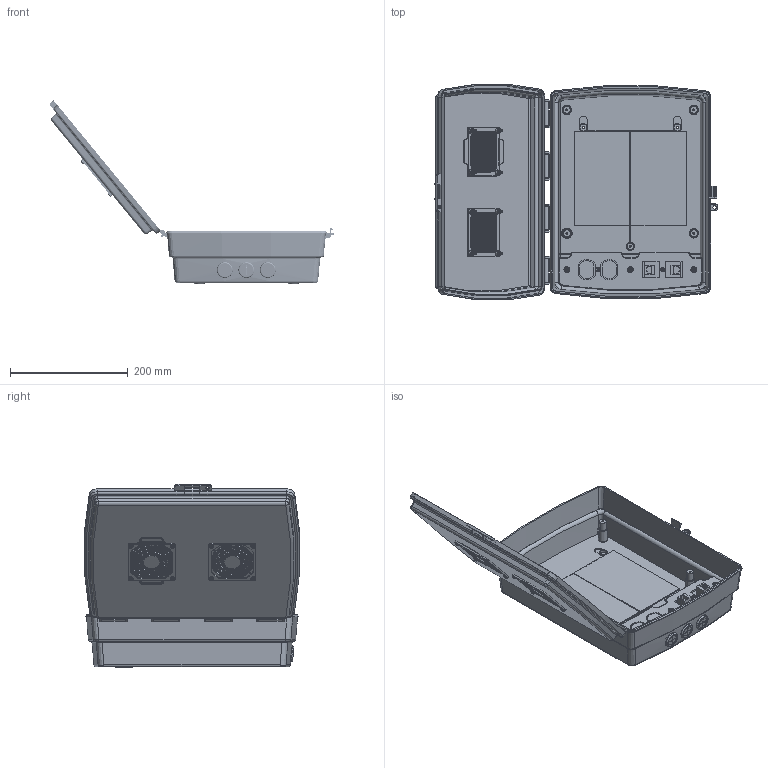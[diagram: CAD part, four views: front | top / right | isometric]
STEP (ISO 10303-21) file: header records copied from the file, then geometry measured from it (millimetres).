
FILE_DESCRIPTION (( 'STEP AP214' ), '1' );
FILE_NAME ('TEP141004-40V.STEP', '2019-05-08T19:18:34', ( '' ), ( '' ), 'SwSTEP 2.0', 'SolidWorks 2018', '' );
FILE_SCHEMA (( 'AUTOMOTIVE_DESIGN' ));
Length unit declared in the file: inch
Products named in the file (16): NBP141004_ConduitGrommit; XMH-0049; XFN-0026; XFN-0027; TEP141004-40V; Fan Screen-All Wires-80x80 ALUM; NBP141004_400_Panel; NBP141004_outletScrew; NBP141004_Velcro tape; NBP141004_Box; NBP141004_LowerPlate; HYP322 Rev-1; XFS-0076; NBP141004_PanelScrew; XFW-0026; NBP141004_Lid-Vented
Assembly tree (36 placements, depth 2):
  TEP141004-40V
    NBP141004_Box
    NBP141004_Lid-Vented
    NBP141004_ConduitGrommit  x3
    NBP141004_LowerPlate
    NBP141004_400_Panel
    NBP141004_Velcro tape  x2
    Fan Screen-All Wires-80x80 ALUM  x2
    NBP141004_PanelScrew  x3
    NBP141004_outletScrew
    XMH-0049  x2
    XFS-0076  x8
    XFN-0026  x8
    HYP322 Rev-1
    XFW-0026
    XFN-0027
Bounding box: 483.06 x 366.88 x 312.42 mm (x, y, z)
Volume: 1086711 mm3; surface area: 834205.6 mm2
Topology: 214 solids, 214 shells, 4505 faces, 10130 edges, 6119 vertices
Faces by surface type: cylinder 1491, plane 1288, cone 1174, torus 452, bspline 64, sphere 36
Entity records: 99207 total; most frequent: CARTESIAN_POINT 20880, DIRECTION 11906, ORIENTED_EDGE 10996, EDGE_CURVE 5498, AXIS2_PLACEMENT_3D 4661, VERTEX_POINT 3431, EDGE_LOOP 2785, VECTOR 2584
